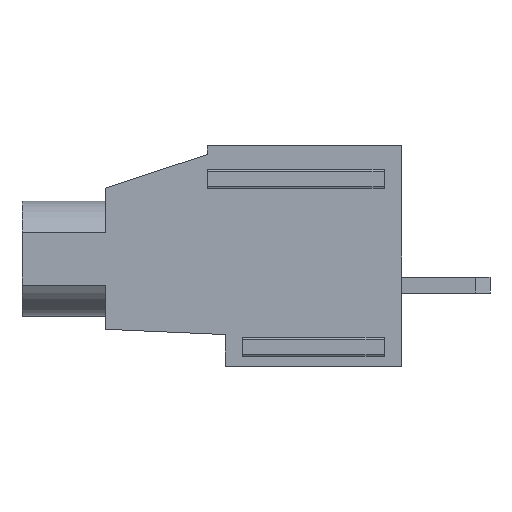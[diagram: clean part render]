
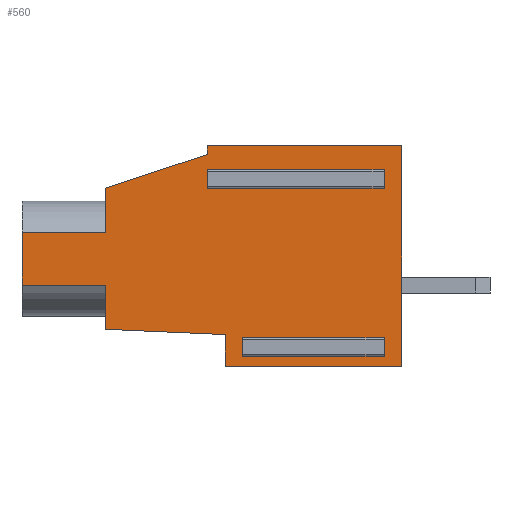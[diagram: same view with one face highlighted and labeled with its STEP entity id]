
A CAD part, left-side view. The second image highlights one B-rep face of the part: STEP entity #560.
In plain terms, the highlighted planar face has unit normal (-1, 0, 0).
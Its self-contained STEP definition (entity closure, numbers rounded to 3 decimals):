
#560 = ADVANCED_FACE( '', ( #1167, #1168, #1169 ), #1170, .F. );
#1167 = FACE_OUTER_BOUND( '', #1840, .T. );
#1168 = FACE_BOUND( '', #1841, .T. );
#1169 = FACE_BOUND( '', #1842, .T. );
#1170 = PLANE( '', #1843 );
#1840 = EDGE_LOOP( '', ( #3434, #3435, #3436, #3437, #3438, #3439, #3440, #3441, #3442, #3443, #3444, #3445 ) );
#1841 = EDGE_LOOP( '', ( #3446, #3447, #3448, #3449 ) );
#1842 = EDGE_LOOP( '', ( #3450, #3451, #3452, #3453 ) );
#1843 = AXIS2_PLACEMENT_3D( '', #3454, #3455, #3456 );
#3434 = ORIENTED_EDGE( '', *, *, #4935, .T. );
#3435 = ORIENTED_EDGE( '', *, *, #4598, .F. );
#3436 = ORIENTED_EDGE( '', *, *, #4941, .F. );
#3437 = ORIENTED_EDGE( '', *, *, #4738, .F. );
#3438 = ORIENTED_EDGE( '', *, *, #4942, .T. );
#3439 = ORIENTED_EDGE( '', *, *, #4748, .T. );
#3440 = ORIENTED_EDGE( '', *, *, #4943, .F. );
#3441 = ORIENTED_EDGE( '', *, *, #4865, .T. );
#3442 = ORIENTED_EDGE( '', *, *, #4691, .T. );
#3443 = ORIENTED_EDGE( '', *, *, #4688, .T. );
#3444 = ORIENTED_EDGE( '', *, *, #4944, .F. );
#3445 = ORIENTED_EDGE( '', *, *, #4945, .T. );
#3446 = ORIENTED_EDGE( '', *, *, #4772, .F. );
#3447 = ORIENTED_EDGE( '', *, *, #4476, .T. );
#3448 = ORIENTED_EDGE( '', *, *, #4946, .F. );
#3449 = ORIENTED_EDGE( '', *, *, #4305, .T. );
#3450 = ORIENTED_EDGE( '', *, *, #4947, .F. );
#3451 = ORIENTED_EDGE( '', *, *, #4753, .F. );
#3452 = ORIENTED_EDGE( '', *, *, #4948, .F. );
#3453 = ORIENTED_EDGE( '', *, *, #4642, .T. );
#3454 = CARTESIAN_POINT( '', ( 0., 10., -10.091 ) );
#3455 = DIRECTION( '', ( 1., 0., 0. ) );
#3456 = DIRECTION( '', ( 0., 0., -1. ) );
#4305 = EDGE_CURVE( '', #5201, #5199, #5202, .T. );
#4476 = EDGE_CURVE( '', #5500, #5501, #5502, .T. );
#4598 = EDGE_CURVE( '', #5709, #5711, #5712, .T. );
#4642 = EDGE_CURVE( '', #5778, #5776, #5779, .T. );
#4688 = EDGE_CURVE( '', #5850, #5848, #5851, .T. );
#4691 = EDGE_CURVE( '', #5854, #5850, #5855, .T. );
#4738 = EDGE_CURVE( '', #5925, #5927, #5928, .T. );
#4748 = EDGE_CURVE( '', #5941, #5939, #5942, .T. );
#4753 = EDGE_CURVE( '', #5947, #5949, #5950, .T. );
#4772 = EDGE_CURVE( '', #5500, #5199, #5973, .T. );
#4865 = EDGE_CURVE( '', #6102, #5854, #6103, .T. );
#4935 = EDGE_CURVE( '', #6190, #5711, #6191, .T. );
#4941 = EDGE_CURVE( '', #5927, #5709, #6198, .T. );
#4942 = EDGE_CURVE( '', #5925, #5941, #6199, .T. );
#4943 = EDGE_CURVE( '', #6102, #5939, #6200, .T. );
#4944 = EDGE_CURVE( '', #6201, #5848, #6202, .T. );
#4945 = EDGE_CURVE( '', #6201, #6190, #6203, .T. );
#4946 = EDGE_CURVE( '', #5201, #5501, #6204, .T. );
#4947 = EDGE_CURVE( '', #5949, #5776, #6205, .T. );
#4948 = EDGE_CURVE( '', #5778, #5947, #6206, .T. );
#5199 = VERTEX_POINT( '', #6514 );
#5201 = VERTEX_POINT( '', #6516 );
#5202 = LINE( '', #6517, #6518 );
#5500 = VERTEX_POINT( '', #6947 );
#5501 = VERTEX_POINT( '', #6948 );
#5502 = LINE( '', #6949, #6950 );
#5709 = VERTEX_POINT( '', #7240 );
#5711 = VERTEX_POINT( '', #7243 );
#5712 = LINE( '', #7244, #7245 );
#5776 = VERTEX_POINT( '', #7335 );
#5778 = VERTEX_POINT( '', #7337 );
#5779 = LINE( '', #7338, #7339 );
#5848 = VERTEX_POINT( '', #7441 );
#5850 = VERTEX_POINT( '', #7444 );
#5851 = LINE( '', #7445, #7446 );
#5854 = VERTEX_POINT( '', #7450 );
#5855 = LINE( '', #7451, #7452 );
#5925 = VERTEX_POINT( '', #7552 );
#5927 = VERTEX_POINT( '', #7555 );
#5928 = LINE( '', #7556, #7557 );
#5939 = VERTEX_POINT( '', #7574 );
#5941 = VERTEX_POINT( '', #7577 );
#5942 = LINE( '', #7578, #7579 );
#5947 = VERTEX_POINT( '', #7586 );
#5949 = VERTEX_POINT( '', #7588 );
#5950 = LINE( '', #7589, #7590 );
#5973 = LINE( '', #7624, #7625 );
#6102 = VERTEX_POINT( '', #7825 );
#6103 = LINE( '', #7826, #7827 );
#6190 = VERTEX_POINT( '', #7955 );
#6191 = LINE( '', #7956, #7957 );
#6198 = LINE( '', #7966, #7967 );
#6199 = LINE( '', #7968, #7969 );
#6200 = LINE( '', #7970, #7971 );
#6201 = VERTEX_POINT( '', #7972 );
#6202 = LINE( '', #7973, #7974 );
#6203 = LINE( '', #7975, #7976 );
#6204 = LINE( '', #7977, #7978 );
#6205 = LINE( '', #7979, #7980 );
#6206 = LINE( '', #7981, #7982 );
#6514 = CARTESIAN_POINT( '', ( 0., 9., -10.973 ) );
#6516 = CARTESIAN_POINT( '', ( 0., 9., -11.827 ) );
#6517 = CARTESIAN_POINT( '', ( 0., 9., -8.666 ) );
#6518 = VECTOR( '', #8267, 1000. );
#6947 = CARTESIAN_POINT( '', ( 0., 1., -10.973 ) );
#6948 = CARTESIAN_POINT( '', ( 0., 1., -11.827 ) );
#6949 = CARTESIAN_POINT( '', ( 0., 1., -8.666 ) );
#6950 = VECTOR( '', #8429, 1000. );
#7240 = CARTESIAN_POINT( '', ( 0., 0., -12.5 ) );
#7243 = CARTESIAN_POINT( '', ( 0., 10., -12.5 ) );
#7244 = CARTESIAN_POINT( '', ( 0., 5.057, -12.5 ) );
#7245 = VECTOR( '', #8571, 1000. );
#7335 = CARTESIAN_POINT( '', ( 0., 1., -2.327 ) );
#7337 = CARTESIAN_POINT( '', ( 0., 1., -1.473 ) );
#7338 = CARTESIAN_POINT( '', ( 0., 1., -8.666 ) );
#7339 = VECTOR( '', #8622, 1000. );
#7441 = CARTESIAN_POINT( '', ( 0., 16.8, -7.9 ) );
#7444 = CARTESIAN_POINT( '', ( 0., 21.5, -7.9 ) );
#7445 = CARTESIAN_POINT( '', ( 0., 5.057, -7.9 ) );
#7446 = VECTOR( '', #8672, 1000. );
#7450 = CARTESIAN_POINT( '', ( 0., 21.5, -4.9 ) );
#7451 = CARTESIAN_POINT( '', ( 0., 21.5, -8.666 ) );
#7452 = VECTOR( '', #8674, 1000. );
#7552 = CARTESIAN_POINT( '', ( 0., 11., 0. ) );
#7555 = CARTESIAN_POINT( '', ( 0., 0., 0. ) );
#7556 = CARTESIAN_POINT( '', ( 0., 5.057, 0. ) );
#7557 = VECTOR( '', #8721, 1000. );
#7574 = CARTESIAN_POINT( '', ( 0., 16.8, -2.4 ) );
#7577 = CARTESIAN_POINT( '', ( 0., 11., -0.5 ) );
#7578 = CARTESIAN_POINT( '', ( 0., 5.057, 1.447 ) );
#7579 = VECTOR( '', #8729, 1000. );
#7586 = CARTESIAN_POINT( '', ( 0., 11., -1.473 ) );
#7588 = CARTESIAN_POINT( '', ( 0., 11., -2.327 ) );
#7589 = CARTESIAN_POINT( '', ( 0., 11., -8.666 ) );
#7590 = VECTOR( '', #8735, 1000. );
#7624 = CARTESIAN_POINT( '', ( 0., 5.057, -10.973 ) );
#7625 = VECTOR( '', #8753, 1000. );
#7825 = CARTESIAN_POINT( '', ( 0., 16.8, -4.9 ) );
#7826 = CARTESIAN_POINT( '', ( 0., 5.057, -4.9 ) );
#7827 = VECTOR( '', #8825, 1000. );
#7955 = CARTESIAN_POINT( '', ( 0., 10., -10.7 ) );
#7956 = CARTESIAN_POINT( '', ( 0., 10., -8.666 ) );
#7957 = VECTOR( '', #8885, 1000. );
#7966 = CARTESIAN_POINT( '', ( 0., 0., -8.666 ) );
#7967 = VECTOR( '', #8891, 1000. );
#7968 = CARTESIAN_POINT( '', ( 0., 11., -8.666 ) );
#7969 = VECTOR( '', #8892, 1000. );
#7970 = CARTESIAN_POINT( '', ( 0., 16.8, -8.666 ) );
#7971 = VECTOR( '', #8893, 1000. );
#7972 = CARTESIAN_POINT( '', ( 0., 16.8, -10.4 ) );
#7973 = CARTESIAN_POINT( '', ( 0., 16.8, -8.666 ) );
#7974 = VECTOR( '', #8894, 1000. );
#7975 = CARTESIAN_POINT( '', ( 0., 5.057, -10.918 ) );
#7976 = VECTOR( '', #8895, 1000. );
#7977 = CARTESIAN_POINT( '', ( 0., 5.057, -11.827 ) );
#7978 = VECTOR( '', #8896, 1000. );
#7979 = CARTESIAN_POINT( '', ( 0., 5.057, -2.327 ) );
#7980 = VECTOR( '', #8897, 1000. );
#7981 = CARTESIAN_POINT( '', ( 0., 5.057, -1.473 ) );
#7982 = VECTOR( '', #8898, 1000. );
#8267 = DIRECTION( '', ( 0., 0., 1. ) );
#8429 = DIRECTION( '', ( 0., 0., -1. ) );
#8571 = DIRECTION( '', ( 0., 1., 0. ) );
#8622 = DIRECTION( '', ( 0., 0., -1. ) );
#8672 = DIRECTION( '', ( 0., -1., 0. ) );
#8674 = DIRECTION( '', ( 0., 0., -1. ) );
#8721 = DIRECTION( '', ( 0., -1., 0. ) );
#8729 = DIRECTION( '', ( 0., 0.95, -0.311 ) );
#8735 = DIRECTION( '', ( 0., 0., -1. ) );
#8753 = DIRECTION( '', ( 0., 1., 0. ) );
#8825 = DIRECTION( '', ( 0., 1., 0. ) );
#8885 = DIRECTION( '', ( 0., 0., -1. ) );
#8891 = DIRECTION( '', ( 0., 0., -1. ) );
#8892 = DIRECTION( '', ( 0., 0., -1. ) );
#8893 = DIRECTION( '', ( 0., 0., 1. ) );
#8894 = DIRECTION( '', ( 0., 0., 1. ) );
#8895 = DIRECTION( '', ( 0., -0.999, -0.044 ) );
#8896 = DIRECTION( '', ( 0., -1., 0. ) );
#8897 = DIRECTION( '', ( 0., -1., 0. ) );
#8898 = DIRECTION( '', ( 0., 1., 0. ) );
